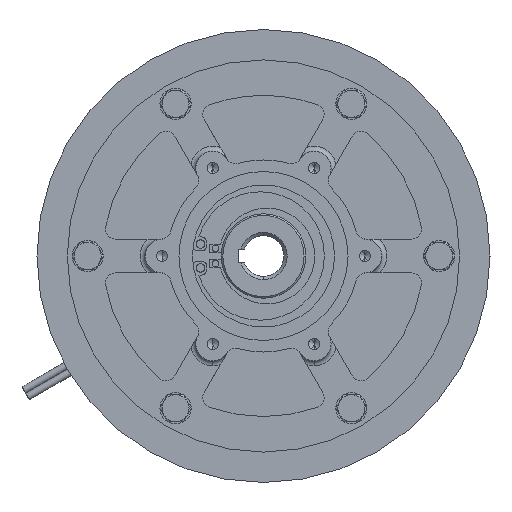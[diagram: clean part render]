
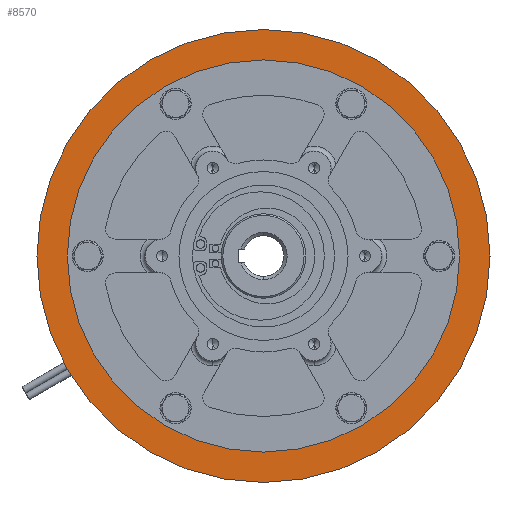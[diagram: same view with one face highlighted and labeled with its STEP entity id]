
A CAD part, left-side view. The second image highlights one B-rep face of the part: STEP entity #8570.
In plain terms, the highlighted planar face has unit normal (-1, 0, 0).
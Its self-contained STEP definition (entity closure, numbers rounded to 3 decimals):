
#2 = FACE_OUTER_BOUND ( 'NONE', #7773, .T. ) ;
#661 = DIRECTION ( 'NONE',  ( -1., 0., 0. ) ) ;
#1665 = VERTEX_POINT ( 'NONE', #2992 ) ;
#2164 = DIRECTION ( 'NONE',  ( 0., 0., 1. ) ) ;
#2372 = EDGE_CURVE ( 'NONE', #12190, #1665, #2979, .T. ) ;
#2614 = DIRECTION ( 'NONE',  ( -1., 0., 0. ) ) ;
#2979 = CIRCLE ( 'NONE', #12065, 67. ) ;
#2992 = CARTESIAN_POINT ( 'NONE',  ( -80., 0., 67. ) ) ;
#3376 = CIRCLE ( 'NONE', #3789, 56. ) ;
#3789 = AXIS2_PLACEMENT_3D ( 'NONE', #11054, #16272, #14804 ) ;
#3929 = VERTEX_POINT ( 'NONE', #9765 ) ;
#4094 = CIRCLE ( 'NONE', #5057, 67. ) ;
#4237 = EDGE_CURVE ( 'NONE', #9193, #3929, #3376, .T. ) ;
#4269 = DIRECTION ( 'NONE',  ( 0., 0., 1. ) ) ;
#5057 = AXIS2_PLACEMENT_3D ( 'NONE', #13401, #661, #15098 ) ;
#6844 = EDGE_LOOP ( 'NONE', ( #11623, #20435 ) ) ;
#6876 = CARTESIAN_POINT ( 'NONE',  ( -80., 0., 0. ) ) ;
#7773 = EDGE_LOOP ( 'NONE', ( #12773, #17384 ) ) ;
#8570 = ADVANCED_FACE ( 'NONE', ( #11219, #2 ), #15781, .F. ) ;
#9193 = VERTEX_POINT ( 'NONE', #9537 ) ;
#9537 = CARTESIAN_POINT ( 'NONE',  ( -80., 0., -56. ) ) ;
#9765 = CARTESIAN_POINT ( 'NONE',  ( -80., 0., 56. ) ) ;
#11054 = CARTESIAN_POINT ( 'NONE',  ( -80., 0., 0. ) ) ;
#11065 = EDGE_CURVE ( 'NONE', #3929, #9193, #16798, .T. ) ;
#11219 = FACE_BOUND ( 'NONE', #6844, .T. ) ;
#11326 = AXIS2_PLACEMENT_3D ( 'NONE', #18462, #2614, #4269 ) ;
#11404 = AXIS2_PLACEMENT_3D ( 'NONE', #17281, #15712, #20645 ) ;
#11623 = ORIENTED_EDGE ( 'NONE', *, *, #11065, .F. ) ;
#12065 = AXIS2_PLACEMENT_3D ( 'NONE', #6876, #19673, #2164 ) ;
#12190 = VERTEX_POINT ( 'NONE', #20095 ) ;
#12773 = ORIENTED_EDGE ( 'NONE', *, *, #20507, .T. ) ;
#13401 = CARTESIAN_POINT ( 'NONE',  ( -80., 0., 0. ) ) ;
#14804 = DIRECTION ( 'NONE',  ( 0., 0., 1. ) ) ;
#15098 = DIRECTION ( 'NONE',  ( 0., 0., 1. ) ) ;
#15712 = DIRECTION ( 'NONE',  ( 1., 0., 0. ) ) ;
#15781 = PLANE ( 'NONE',  #11404 ) ;
#16272 = DIRECTION ( 'NONE',  ( -1., 0., 0. ) ) ;
#16798 = CIRCLE ( 'NONE', #11326, 56. ) ;
#17281 = CARTESIAN_POINT ( 'NONE',  ( -80., 0., 0. ) ) ;
#17384 = ORIENTED_EDGE ( 'NONE', *, *, #2372, .T. ) ;
#18462 = CARTESIAN_POINT ( 'NONE',  ( -80., 0., 0. ) ) ;
#19673 = DIRECTION ( 'NONE',  ( -1., 0., 0. ) ) ;
#20095 = CARTESIAN_POINT ( 'NONE',  ( -80., 0., -67. ) ) ;
#20435 = ORIENTED_EDGE ( 'NONE', *, *, #4237, .F. ) ;
#20507 = EDGE_CURVE ( 'NONE', #1665, #12190, #4094, .T. ) ;
#20645 = DIRECTION ( 'NONE',  ( 0., 0., -1. ) ) ;
